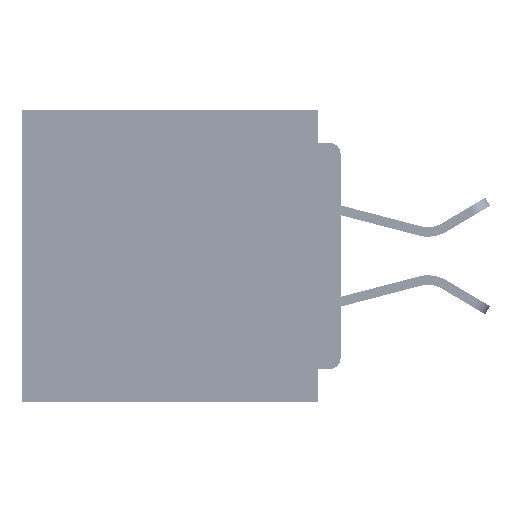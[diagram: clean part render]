
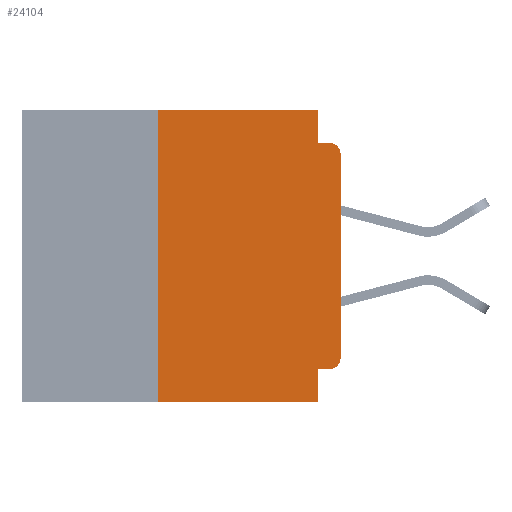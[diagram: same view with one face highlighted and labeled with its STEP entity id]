
A CAD part, left-side view. The second image highlights one B-rep face of the part: STEP entity #24104.
In plain terms, the highlighted planar face has unit normal (-1, 0, 0).
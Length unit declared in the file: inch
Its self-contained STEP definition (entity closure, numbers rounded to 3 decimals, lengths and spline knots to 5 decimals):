
#540 = ORIENTED_EDGE ( 'NONE', *, *, #29197, .F. ) ;
#597 = DIRECTION ( 'NONE',  ( 0., 0., -1. ) ) ;
#696 = VERTEX_POINT ( 'NONE', #8236 ) ;
#774 = LINE ( 'NONE', #33164, #11710 ) ;
#2130 = CARTESIAN_POINT ( 'NONE',  ( 0., 0., -0.06 ) ) ;
#2659 = DIRECTION ( 'NONE',  ( -1., 0., 0. ) ) ;
#3302 = VERTEX_POINT ( 'NONE', #21199 ) ;
#3318 = DIRECTION ( 'NONE',  ( -1., 0., 0. ) ) ;
#4468 = CIRCLE ( 'NONE', #10326, 0.015 ) ;
#5095 = DIRECTION ( 'NONE',  ( 0., -1., 0. ) ) ;
#5514 = VERTEX_POINT ( 'NONE', #16663 ) ;
#5701 = VECTOR ( 'NONE', #5095, 39.37008 ) ;
#5721 = LINE ( 'NONE', #9864, #27683 ) ;
#6149 = VERTEX_POINT ( 'NONE', #7913 ) ;
#7510 = EDGE_CURVE ( 'NONE', #31570, #43108, #56700, .T. ) ;
#7675 = CARTESIAN_POINT ( 'NONE',  ( 0., 0.015, -0.355 ) ) ;
#7913 = CARTESIAN_POINT ( 'NONE',  ( 0., 0., -0.34 ) ) ;
#7971 = CARTESIAN_POINT ( 'NONE',  ( 0., 0., 0. ) ) ;
#8236 = CARTESIAN_POINT ( 'NONE',  ( 0., 0.031, -0.4 ) ) ;
#9864 = CARTESIAN_POINT ( 'NONE',  ( 0., 0., -0.355 ) ) ;
#9868 = LINE ( 'NONE', #26262, #20181 ) ;
#10326 = AXIS2_PLACEMENT_3D ( 'NONE', #29631, #3318, #34007 ) ;
#10550 = ORIENTED_EDGE ( 'NONE', *, *, #55020, .T. ) ;
#11710 = VECTOR ( 'NONE', #42177, 39.37008 ) ;
#11927 = ORIENTED_EDGE ( 'NONE', *, *, #25320, .F. ) ;
#12410 = DIRECTION ( 'NONE',  ( 0., 0., 1. ) ) ;
#13460 = ORIENTED_EDGE ( 'NONE', *, *, #22878, .F. ) ;
#13928 = CARTESIAN_POINT ( 'NONE',  ( 0., 0., -0.045 ) ) ;
#14284 = DIRECTION ( 'NONE',  ( 0., 1., 0. ) ) ;
#15005 = EDGE_CURVE ( 'NONE', #48183, #5514, #774, .T. ) ;
#16291 = LINE ( 'NONE', #7971, #38203 ) ;
#16663 = CARTESIAN_POINT ( 'NONE',  ( 0., 0.25, 0. ) ) ;
#18695 = ORIENTED_EDGE ( 'NONE', *, *, #38940, .F. ) ;
#18733 = LINE ( 'NONE', #13928, #5701 ) ;
#20181 = VECTOR ( 'NONE', #52484, 39.37008 ) ;
#20938 = CARTESIAN_POINT ( 'NONE',  ( 0., 0.031, 0. ) ) ;
#21157 = ORIENTED_EDGE ( 'NONE', *, *, #22059, .T. ) ;
#21199 = CARTESIAN_POINT ( 'NONE',  ( 0., 0.031, -0.355 ) ) ;
#22019 = VECTOR ( 'NONE', #35644, 39.37008 ) ;
#22059 = EDGE_CURVE ( 'NONE', #47208, #6149, #4468, .T. ) ;
#22485 = AXIS2_PLACEMENT_3D ( 'NONE', #39964, #26899, #597 ) ;
#22487 = PLANE ( 'NONE',  #22485 ) ;
#22878 = EDGE_CURVE ( 'NONE', #5514, #50060, #9868, .T. ) ;
#24104 = ADVANCED_FACE ( 'NONE', ( #30311 ), #22487, .F. ) ;
#24882 = ORIENTED_EDGE ( 'NONE', *, *, #29460, .T. ) ;
#25320 = EDGE_CURVE ( 'NONE', #50060, #54357, #27496, .T. ) ;
#25912 = ORIENTED_EDGE ( 'NONE', *, *, #44923, .F. ) ;
#26262 = CARTESIAN_POINT ( 'NONE',  ( 0., 0.437, 0. ) ) ;
#26899 = DIRECTION ( 'NONE',  ( 1., 0., 0. ) ) ;
#27496 = LINE ( 'NONE', #20938, #52163 ) ;
#27683 = VECTOR ( 'NONE', #14284, 39.37008 ) ;
#28959 = CARTESIAN_POINT ( 'NONE',  ( 0., 0.015, -0.06 ) ) ;
#29197 = EDGE_CURVE ( 'NONE', #3302, #696, #37126, .T. ) ;
#29372 = DIRECTION ( 'NONE',  ( 0., 0., -1. ) ) ;
#29460 = EDGE_CURVE ( 'NONE', #48183, #696, #33666, .T. ) ;
#29631 = CARTESIAN_POINT ( 'NONE',  ( 0., 0.015, -0.34 ) ) ;
#30280 = ORIENTED_EDGE ( 'NONE', *, *, #15005, .F. ) ;
#30311 = FACE_OUTER_BOUND ( 'NONE', #44433, .T. ) ;
#31570 = VERTEX_POINT ( 'NONE', #2130 ) ;
#33164 = CARTESIAN_POINT ( 'NONE',  ( 0., 0.25, -0.4 ) ) ;
#33332 = DIRECTION ( 'NONE',  ( 0., 0., -1. ) ) ;
#33666 = LINE ( 'NONE', #53051, #22019 ) ;
#33945 = CARTESIAN_POINT ( 'NONE',  ( 0., 0.031, -0.4 ) ) ;
#34007 = DIRECTION ( 'NONE',  ( 0., 0., -1. ) ) ;
#35644 = DIRECTION ( 'NONE',  ( 0., -1., 0. ) ) ;
#35773 = VECTOR ( 'NONE', #29372, 39.37008 ) ;
#36097 = CARTESIAN_POINT ( 'NONE',  ( 0., 0.031, 0. ) ) ;
#36488 = CARTESIAN_POINT ( 'NONE',  ( 0., 0.015, -0.045 ) ) ;
#37126 = LINE ( 'NONE', #33945, #35773 ) ;
#38203 = VECTOR ( 'NONE', #12410, 39.37008 ) ;
#38940 = EDGE_CURVE ( 'NONE', #47208, #3302, #5721, .T. ) ;
#39588 = CARTESIAN_POINT ( 'NONE',  ( 0., 0.25, -0.4 ) ) ;
#39964 = CARTESIAN_POINT ( 'NONE',  ( 0., 0.437, 0. ) ) ;
#42177 = DIRECTION ( 'NONE',  ( 0., 0., 1. ) ) ;
#43108 = VERTEX_POINT ( 'NONE', #36488 ) ;
#44433 = EDGE_LOOP ( 'NONE', ( #10550, #52245, #25912, #11927, #13460, #30280, #24882, #540, #18695, #21157 ) ) ;
#44923 = EDGE_CURVE ( 'NONE', #54357, #43108, #18733, .T. ) ;
#47208 = VERTEX_POINT ( 'NONE', #7675 ) ;
#47661 = AXIS2_PLACEMENT_3D ( 'NONE', #28959, #2659, #33332 ) ;
#48183 = VERTEX_POINT ( 'NONE', #39588 ) ;
#50060 = VERTEX_POINT ( 'NONE', #36097 ) ;
#51574 = DIRECTION ( 'NONE',  ( 0., 0., -1. ) ) ;
#52163 = VECTOR ( 'NONE', #51574, 39.37008 ) ;
#52245 = ORIENTED_EDGE ( 'NONE', *, *, #7510, .T. ) ;
#52484 = DIRECTION ( 'NONE',  ( 0., -1., 0. ) ) ;
#53051 = CARTESIAN_POINT ( 'NONE',  ( 0., 0.437, -0.4 ) ) ;
#54357 = VERTEX_POINT ( 'NONE', #54968 ) ;
#54968 = CARTESIAN_POINT ( 'NONE',  ( 0., 0.031, -0.045 ) ) ;
#55020 = EDGE_CURVE ( 'NONE', #6149, #31570, #16291, .T. ) ;
#56700 = CIRCLE ( 'NONE', #47661, 0.015 ) ;
